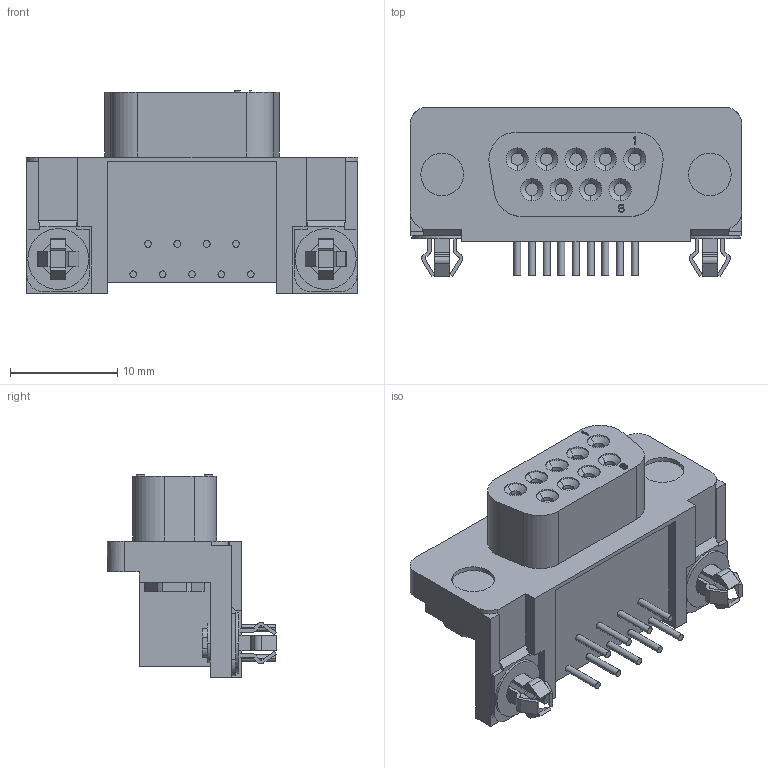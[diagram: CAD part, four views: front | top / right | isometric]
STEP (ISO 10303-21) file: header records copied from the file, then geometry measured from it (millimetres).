
FILE_DESCRIPTION((''),'2;1');
FILE_NAME('C-5747844-04-3','2007-08-31T',('workeradm'),('Tyco Electronics Corporation'),'PRO/ENGINEER BY PARAMETRIC TECHNOLOGY CORPORATION, 2005450','PRO/ENGINEER BY PARAMETRIC TECHNOLOGY CORPORATION, 2005450','');
FILE_SCHEMA(('CONFIG_CONTROL_DESIGN', 'GEOMETRIC_VALIDATION_PROPERTIES_MIM'));
Length unit declared in the file: millimetre
Products named in the file (1): C-5747844-04-3
Bounding box: 30.99 x 15.81 x 18.9 mm (x, y, z)
Volume: 3493.6 mm3; surface area: 2408.9 mm2
Topology: 1 solids, 1 shells, 455 faces, 1175 edges, 768 vertices
Faces by surface type: plane 287, cylinder 150, cone 18
Entity records: 13948 total; most frequent: DIRECTION 2403, CARTESIAN_POINT 2399, ORIENTED_EDGE 2350, EDGE_CURVE 1175, VECTOR 857, LINE 857, AXIS2_PLACEMENT_3D 773, VERTEX_POINT 768
